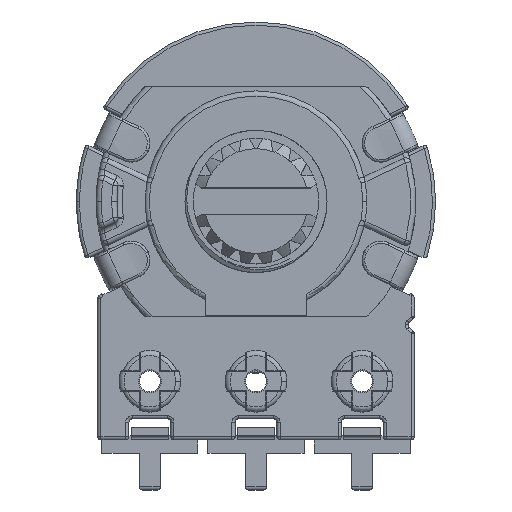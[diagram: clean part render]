
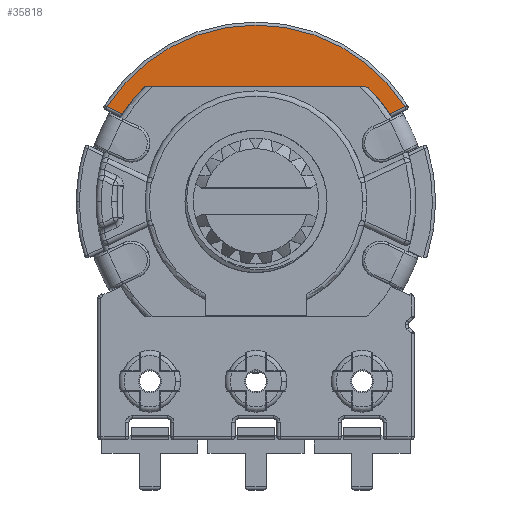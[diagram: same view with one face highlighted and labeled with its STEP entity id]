
A CAD part, top view. The second image highlights one B-rep face of the part: STEP entity #35818.
In plain terms, the highlighted planar face has unit normal (0, 0, 1).
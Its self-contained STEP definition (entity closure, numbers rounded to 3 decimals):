
#945 = DIRECTION ( 'NONE',  ( 0., 0., -1. ) ) ;
#3673 = LINE ( 'NONE', #26506, #29201 ) ;
#5033 = ORIENTED_EDGE ( 'NONE', *, *, #20313, .T. ) ;
#5967 = EDGE_CURVE ( 'NONE', #8065, #21616, #30605, .T. ) ;
#6049 = EDGE_CURVE ( 'NONE', #17545, #27090, #10908, .T. ) ;
#6779 = CIRCLE ( 'NONE', #13932, 8.45 ) ;
#7128 = EDGE_CURVE ( 'NONE', #34497, #12498, #6779, .T. ) ;
#7599 = DIRECTION ( 'NONE',  ( -1., 0., 0. ) ) ;
#8065 = VERTEX_POINT ( 'NONE', #13581 ) ;
#8220 = CARTESIAN_POINT ( 'NONE',  ( -7.128, 4.538, 0.62 ) ) ;
#9308 = DIRECTION ( 'NONE',  ( 1., 0., 0. ) ) ;
#9604 = CARTESIAN_POINT ( 'NONE',  ( 5.215, 5.25, 0.62 ) ) ;
#9755 = ORIENTED_EDGE ( 'NONE', *, *, #24984, .T. ) ;
#9800 = PLANE ( 'NONE',  #23131 ) ;
#10190 = DIRECTION ( 'NONE',  ( 0.906, -0.423, 0. ) ) ;
#10375 = LINE ( 'NONE', #21413, #34082 ) ;
#10908 = CIRCLE ( 'NONE', #31787, 0.25 ) ;
#11225 = CARTESIAN_POINT ( 'NONE',  ( 5.215, 5.5, 0.62 ) ) ;
#11848 = ORIENTED_EDGE ( 'NONE', *, *, #6049, .T. ) ;
#12309 = CARTESIAN_POINT ( 'NONE',  ( 0., 0., 0.62 ) ) ;
#12498 = VERTEX_POINT ( 'NONE', #8220 ) ;
#13387 = EDGE_LOOP ( 'NONE', ( #29175, #9755, #26352, #20145, #11848, #35860, #5033 ) ) ;
#13581 = CARTESIAN_POINT ( 'NONE',  ( -5.317, 5.5, 0.62 ) ) ;
#13652 = EDGE_CURVE ( 'NONE', #17545, #8065, #3673, .T. ) ;
#13818 = CARTESIAN_POINT ( 'NONE',  ( 5.391, 5.427, 0.62 ) ) ;
#13932 = AXIS2_PLACEMENT_3D ( 'NONE', #35614, #33365, #7599 ) ;
#16076 = CARTESIAN_POINT ( 'NONE',  ( 6.396, 4.196, 0.62 ) ) ;
#16323 = LINE ( 'NONE', #24917, #36084 ) ;
#17545 = VERTEX_POINT ( 'NONE', #11225 ) ;
#17922 = DIRECTION ( 'NONE',  ( 0., 0., 1. ) ) ;
#18552 = VERTEX_POINT ( 'NONE', #16076 ) ;
#19670 = CIRCLE ( 'NONE', #21445, 7.65 ) ;
#20145 = ORIENTED_EDGE ( 'NONE', *, *, #13652, .F. ) ;
#20313 = EDGE_CURVE ( 'NONE', #18552, #34497, #16323, .T. ) ;
#21264 = DIRECTION ( 'NONE',  ( -1., 0., 0. ) ) ;
#21413 = CARTESIAN_POINT ( 'NONE',  ( 0.465, 0.997, 0.62 ) ) ;
#21445 = AXIS2_PLACEMENT_3D ( 'NONE', #12309, #17922, #9308 ) ;
#21556 = FACE_OUTER_BOUND ( 'NONE', #13387, .T. ) ;
#21616 = VERTEX_POINT ( 'NONE', #24463 ) ;
#23131 = AXIS2_PLACEMENT_3D ( 'NONE', #25325, #33123, #30705 ) ;
#23265 = CARTESIAN_POINT ( 'NONE',  ( 0., 0., 0.62 ) ) ;
#24463 = CARTESIAN_POINT ( 'NONE',  ( -6.396, 4.196, 0.62 ) ) ;
#24917 = CARTESIAN_POINT ( 'NONE',  ( -0.465, 0.997, 0.62 ) ) ;
#24984 = EDGE_CURVE ( 'NONE', #12498, #21616, #10375, .T. ) ;
#25325 = CARTESIAN_POINT ( 'NONE',  ( 0., 0., 0.62 ) ) ;
#26270 = DIRECTION ( 'NONE',  ( 1., 0., 0. ) ) ;
#26352 = ORIENTED_EDGE ( 'NONE', *, *, #5967, .F. ) ;
#26506 = CARTESIAN_POINT ( 'NONE',  ( -5.317, 5.5, 0.62 ) ) ;
#26821 = DIRECTION ( 'NONE',  ( -1., 0., 0. ) ) ;
#27090 = VERTEX_POINT ( 'NONE', #13818 ) ;
#27223 = EDGE_CURVE ( 'NONE', #18552, #27090, #19670, .T. ) ;
#27340 = DIRECTION ( 'NONE',  ( 0.906, 0.423, 0. ) ) ;
#28830 = AXIS2_PLACEMENT_3D ( 'NONE', #23265, #34270, #26270 ) ;
#29175 = ORIENTED_EDGE ( 'NONE', *, *, #7128, .T. ) ;
#29201 = VECTOR ( 'NONE', #21264, 1000. ) ;
#30605 = CIRCLE ( 'NONE', #28830, 7.65 ) ;
#30705 = DIRECTION ( 'NONE',  ( -1., 0., 0. ) ) ;
#31787 = AXIS2_PLACEMENT_3D ( 'NONE', #9604, #945, #26821 ) ;
#33123 = DIRECTION ( 'NONE',  ( 0., 0., -1. ) ) ;
#33365 = DIRECTION ( 'NONE',  ( 0., 0., 1. ) ) ;
#34082 = VECTOR ( 'NONE', #10190, 1000. ) ;
#34270 = DIRECTION ( 'NONE',  ( 0., 0., 1. ) ) ;
#34497 = VERTEX_POINT ( 'NONE', #34949 ) ;
#34949 = CARTESIAN_POINT ( 'NONE',  ( 7.128, 4.538, 0.62 ) ) ;
#35614 = CARTESIAN_POINT ( 'NONE',  ( 0., 0., 0.62 ) ) ;
#35818 = ADVANCED_FACE ( 'NONE', ( #21556 ), #9800, .F. ) ;
#35860 = ORIENTED_EDGE ( 'NONE', *, *, #27223, .F. ) ;
#36084 = VECTOR ( 'NONE', #27340, 1000. ) ;
